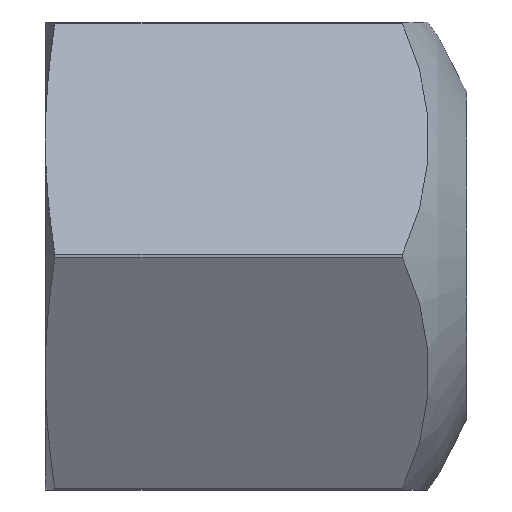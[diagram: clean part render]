
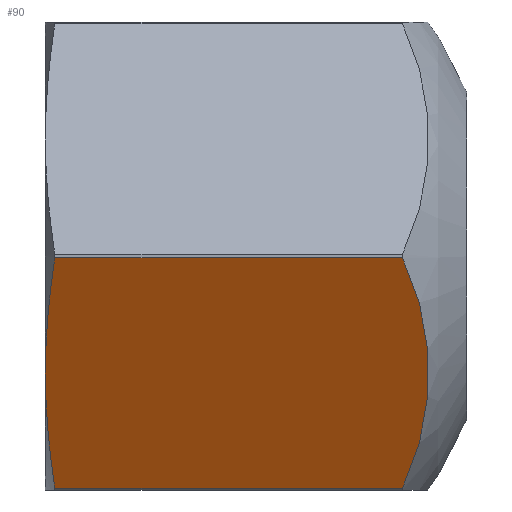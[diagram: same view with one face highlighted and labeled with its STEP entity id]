
A CAD part, front view. The second image highlights one B-rep face of the part: STEP entity #90.
In plain terms, the highlighted planar face has unit normal (0, -0.866, -0.5).
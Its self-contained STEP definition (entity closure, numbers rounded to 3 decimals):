
#90 = ADVANCED_FACE( '', ( #182 ), #183, .F. );
#182 = FACE_OUTER_BOUND( '', #267, .T. );
#183 = PLANE( '', #268 );
#267 = EDGE_LOOP( '', ( #454, #455, #456, #457, #458 ) );
#268 = AXIS2_PLACEMENT_3D( '', #459, #460, #461 );
#454 = ORIENTED_EDGE( '', *, *, #546, .F. );
#455 = ORIENTED_EDGE( '', *, *, #538, .T. );
#456 = ORIENTED_EDGE( '', *, *, #552, .F. );
#457 = ORIENTED_EDGE( '', *, *, #549, .F. );
#458 = ORIENTED_EDGE( '', *, *, #542, .F. );
#459 = CARTESIAN_POINT( '', ( 0., -5.774, 0. ) );
#460 = DIRECTION( '', ( 0., 0.866, 0.5 ) );
#461 = DIRECTION( '', ( 0., -0.5, 0.866 ) );
#538 = EDGE_CURVE( '', #647, #645, #648, .F. );
#542 = EDGE_CURVE( '', #651, #634, #653, .T. );
#546 = EDGE_CURVE( '', #647, #651, #657, .F. );
#549 = EDGE_CURVE( '', #634, #660, #661, .T. );
#552 = EDGE_CURVE( '', #660, #645, #664, .T. );
#634 = VERTEX_POINT( '', #790 );
#645 = VERTEX_POINT( '', #801 );
#647 = VERTEX_POINT( '', #803 );
#648 = CIRCLE( '', #804, 7.483 );
#651 = VERTEX_POINT( '', #807 );
#653 = B_SPLINE_CURVE_WITH_KNOTS( '', 3, ( #809, #810, #811, #812 ), .UNSPECIFIED., .F., .F., ( 4, 4 ), ( 0., 0.003 ), .UNSPECIFIED. );
#657 = LINE( '', #816, #817 );
#660 = VERTEX_POINT( '', #820 );
#661 = B_SPLINE_CURVE_WITH_KNOTS( '', 3, ( #821, #822, #823, #824 ), .UNSPECIFIED., .F., .F., ( 4, 4 ), ( 0.003, 0.006 ), .UNSPECIFIED. );
#664 = LINE( '', #827, #828 );
#790 = CARTESIAN_POINT( '', ( -9., -4.33, -2.5 ) );
#801 = CARTESIAN_POINT( '', ( -1.368, -5.75, -0.041 ) );
#803 = CARTESIAN_POINT( '', ( -1.368, -2.91, -4.959 ) );
#804 = AXIS2_PLACEMENT_3D( '', #916, #917, #918 );
#807 = CARTESIAN_POINT( '', ( -8.799, -2.91, -4.959 ) );
#809 = CARTESIAN_POINT( '', ( -8.799, -2.91, -4.959 ) );
#810 = CARTESIAN_POINT( '', ( -8.924, -3.384, -4.139 ) );
#811 = CARTESIAN_POINT( '', ( -9., -3.857, -3.32 ) );
#812 = CARTESIAN_POINT( '', ( -9., -4.33, -2.5 ) );
#816 = CARTESIAN_POINT( '', ( 0., -2.91, -4.959 ) );
#817 = VECTOR( '', #925, 1000. );
#820 = CARTESIAN_POINT( '', ( -8.799, -5.75, -0.041 ) );
#821 = CARTESIAN_POINT( '', ( -9., -4.33, -2.5 ) );
#822 = CARTESIAN_POINT( '', ( -9., -4.803, -1.68 ) );
#823 = CARTESIAN_POINT( '', ( -8.924, -5.277, -0.861 ) );
#824 = CARTESIAN_POINT( '', ( -8.799, -5.75, -0.041 ) );
#827 = CARTESIAN_POINT( '', ( 0., -5.75, -0.041 ) );
#828 = VECTOR( '', #929, 1000. );
#916 = CARTESIAN_POINT( '', ( -8.292, -4.33, -2.5 ) );
#917 = DIRECTION( '', ( 0., 0.866, 0.5 ) );
#918 = DIRECTION( '', ( 0., -0.5, 0.866 ) );
#925 = DIRECTION( '', ( 1., 0., 0. ) );
#929 = DIRECTION( '', ( 1., 0., 0. ) );
